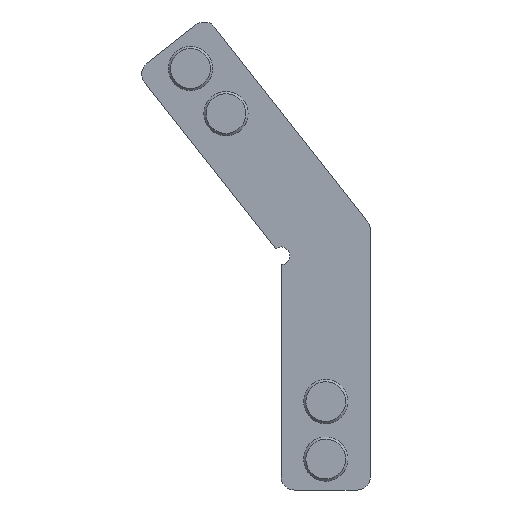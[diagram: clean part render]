
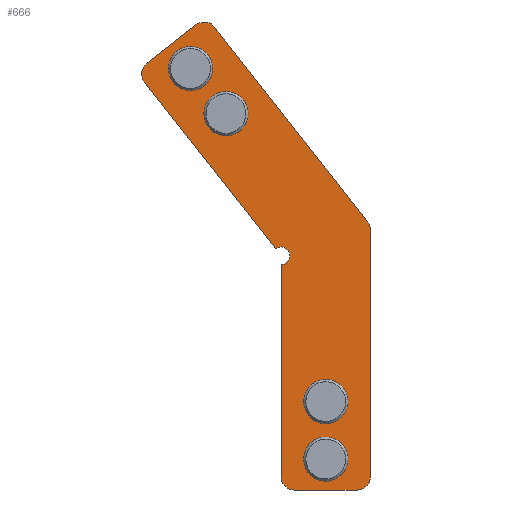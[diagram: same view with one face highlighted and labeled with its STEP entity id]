
A CAD part, front view. The second image highlights one B-rep face of the part: STEP entity #666.
In plain terms, the highlighted planar face has unit normal (0, -1, 0).
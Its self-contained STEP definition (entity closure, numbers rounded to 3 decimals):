
#112=CARTESIAN_POINT('',(-34.629,0.0,64.702));
#113=VERTEX_POINT('',#112);
#114=CARTESIAN_POINT('',(-30.629,0.0,64.702));
#115=DIRECTION('',(0.0,1.0,0.0));
#116=DIRECTION('',(1.0,0.0,0.0));
#117=AXIS2_PLACEMENT_3D('',#114,#115,#116);
#118=CIRCLE('',#117,4.0);
#119=EDGE_CURVE('',#113,#113,#118,.T.);
#140=CARTESIAN_POINT('',(-4.,0.0,-23.684));
#141=VERTEX_POINT('',#140);
#142=CARTESIAN_POINT('',(0.,0.0,-23.684));
#143=DIRECTION('',(0.0,1.0,0.0));
#144=DIRECTION('',(1.0,0.0,0.0));
#145=AXIS2_PLACEMENT_3D('',#142,#143,#144);
#146=CIRCLE('',#145,4.0);
#147=EDGE_CURVE('',#141,#141,#146,.T.);
#168=CARTESIAN_POINT('',(-4.,0.0,-10.684));
#169=VERTEX_POINT('',#168);
#170=CARTESIAN_POINT('',(0.,0.0,-10.684));
#171=DIRECTION('',(0.0,1.0,0.0));
#172=DIRECTION('',(1.0,0.0,0.0));
#173=AXIS2_PLACEMENT_3D('',#170,#171,#172);
#174=CIRCLE('',#173,4.0);
#175=EDGE_CURVE('',#169,#169,#174,.T.);
#196=CARTESIAN_POINT('',(-26.585,0.0,54.49));
#197=VERTEX_POINT('',#196);
#198=CARTESIAN_POINT('',(-22.585,0.0,54.49));
#199=DIRECTION('',(0.0,1.0,0.0));
#200=DIRECTION('',(1.0,0.0,0.0));
#201=AXIS2_PLACEMENT_3D('',#198,#199,#200);
#202=CIRCLE('',#201,4.0);
#203=EDGE_CURVE('',#197,#197,#202,.T.);
#224=CARTESIAN_POINT('',(-10.1,0.0,20.316));
#225=VERTEX_POINT('',#224);
#234=CARTESIAN_POINT('',(-11.338,0.0,23.888));
#235=VERTEX_POINT('',#234);
#236=CARTESIAN_POINT('',(-10.1,0.0,22.316));
#237=DIRECTION('',(0.0,1.0,0.0));
#238=DIRECTION('',(-1.0,0.0,0.0));
#239=AXIS2_PLACEMENT_3D('',#236,#237,#238);
#240=CIRCLE('',#239,2.0);
#241=EDGE_CURVE('',#235,#225,#240,.T.);
#275=CARTESIAN_POINT('',(-10.1,0.0,-27.684));
#276=VERTEX_POINT('',#275);
#283=CARTESIAN_POINT('',(-10.1,0.0,20.316));
#284=DIRECTION('',(0.0,0.0,-1.0));
#285=VECTOR('',#284,48.);
#286=LINE('',#283,#285);
#287=EDGE_CURVE('',#225,#276,#286,.T.);
#403=CARTESIAN_POINT('',(9.457,0.0,30.133));
#404=VERTEX_POINT('',#403);
#411=CARTESIAN_POINT('',(10.1,0.0,28.277));
#412=VERTEX_POINT('',#411);
#413=CARTESIAN_POINT('',(7.1,0.0,28.277));
#414=DIRECTION('',(0.0,1.0,0.0));
#415=DIRECTION('',(0.945,0.0,0.327));
#416=AXIS2_PLACEMENT_3D('',#413,#414,#415);
#417=CIRCLE('',#416,3.0);
#418=EDGE_CURVE('',#404,#412,#417,.T.);
#436=CARTESIAN_POINT('',(-25.17,0.0,74.094));
#437=VERTEX_POINT('',#436);
#444=CARTESIAN_POINT('',(9.457,0.0,30.133));
#445=DIRECTION('',(-0.619,0.0,0.786));
#446=VECTOR('',#445,55.96);
#447=LINE('',#444,#446);
#448=EDGE_CURVE('',#404,#437,#447,.T.);
#459=CARTESIAN_POINT('',(-41.038,0.0,61.595));
#460=VERTEX_POINT('',#459);
#467=CARTESIAN_POINT('',(-40.538,0.0,65.808));
#468=VERTEX_POINT('',#467);
#469=CARTESIAN_POINT('',(-38.681,0.0,63.452));
#470=DIRECTION('',(0.0,1.0,0.0));
#471=DIRECTION('',(-0.993,0.0,0.118));
#472=AXIS2_PLACEMENT_3D('',#469,#470,#471);
#473=CIRCLE('',#472,3.0);
#474=EDGE_CURVE('',#460,#468,#473,.T.);
#491=CARTESIAN_POINT('',(-29.383,0.0,74.595));
#492=VERTEX_POINT('',#491);
#493=CARTESIAN_POINT('',(-29.383,0.0,74.595));
#494=DIRECTION('',(-0.786,0.0,-0.619));
#495=VECTOR('',#494,14.2);
#496=LINE('',#493,#495);
#497=EDGE_CURVE('',#492,#468,#496,.T.);
#516=CARTESIAN_POINT('',(-27.526,0.0,72.238));
#517=DIRECTION('',(0.0,1.0,0.0));
#518=DIRECTION('',(0.118,0.0,0.993));
#519=AXIS2_PLACEMENT_3D('',#516,#517,#518);
#520=CIRCLE('',#519,3.0);
#521=EDGE_CURVE('',#492,#437,#520,.T.);
#533=CARTESIAN_POINT('',(-7.1,0.0,-30.684));
#534=VERTEX_POINT('',#533);
#541=CARTESIAN_POINT('',(-7.1,0.0,-27.684));
#542=DIRECTION('',(0.0,1.0,0.0));
#543=DIRECTION('',(-0.707,0.0,-0.707));
#544=AXIS2_PLACEMENT_3D('',#541,#542,#543);
#545=CIRCLE('',#544,3.0);
#546=EDGE_CURVE('',#534,#276,#545,.T.);
#559=CARTESIAN_POINT('',(7.1,0.0,-30.684));
#560=VERTEX_POINT('',#559);
#567=CARTESIAN_POINT('',(-7.1,0.0,-30.684));
#568=DIRECTION('',(1.0,0.0,0.0));
#569=VECTOR('',#568,14.2);
#570=LINE('',#567,#569);
#571=EDGE_CURVE('',#534,#560,#570,.T.);
#582=CARTESIAN_POINT('',(10.1,0.0,-27.684));
#583=VERTEX_POINT('',#582);
#590=CARTESIAN_POINT('',(7.1,0.0,-27.684));
#591=DIRECTION('',(0.0,1.0,0.0));
#592=DIRECTION('',(0.707,0.0,-0.707));
#593=AXIS2_PLACEMENT_3D('',#590,#591,#592);
#594=CIRCLE('',#593,3.0);
#595=EDGE_CURVE('',#583,#560,#594,.T.);
#607=CARTESIAN_POINT('',(10.1,0.0,-27.684));
#608=DIRECTION('',(0.0,0.0,1.0));
#609=VECTOR('',#608,55.96);
#610=LINE('',#607,#609);
#611=EDGE_CURVE('',#583,#412,#610,.T.);
#624=CARTESIAN_POINT('',(-41.038,0.0,61.595));
#625=DIRECTION('',(0.619,0.0,-0.786));
#626=VECTOR('',#625,48.);
#627=LINE('',#624,#626);
#628=EDGE_CURVE('',#460,#235,#627,.T.);
#635=CARTESIAN_POINT('',(-9.563,0.0,22.502));
#636=DIRECTION('',(0.0,1.0,0.0));
#637=DIRECTION('',(0.0,0.0,1.0));
#638=AXIS2_PLACEMENT_3D('',#635,#636,#637);
#639=PLANE('',#638);
#640=ORIENTED_EDGE('',*,*,#241,.T.);
#641=ORIENTED_EDGE('',*,*,#287,.T.);
#642=ORIENTED_EDGE('',*,*,#546,.F.);
#643=ORIENTED_EDGE('',*,*,#571,.T.);
#644=ORIENTED_EDGE('',*,*,#595,.F.);
#645=ORIENTED_EDGE('',*,*,#611,.T.);
#646=ORIENTED_EDGE('',*,*,#418,.F.);
#647=ORIENTED_EDGE('',*,*,#448,.T.);
#648=ORIENTED_EDGE('',*,*,#521,.F.);
#649=ORIENTED_EDGE('',*,*,#497,.T.);
#650=ORIENTED_EDGE('',*,*,#474,.F.);
#651=ORIENTED_EDGE('',*,*,#628,.T.);
#652=EDGE_LOOP('',(#640,#641,#642,#643,#644,#645,#646,#647,#648,#649,#650,#651));
#653=FACE_OUTER_BOUND('',#652,.T.);
#654=ORIENTED_EDGE('',*,*,#119,.T.);
#655=EDGE_LOOP('',(#654));
#656=FACE_BOUND('',#655,.T.);
#657=ORIENTED_EDGE('',*,*,#147,.T.);
#658=EDGE_LOOP('',(#657));
#659=FACE_BOUND('',#658,.T.);
#660=ORIENTED_EDGE('',*,*,#175,.T.);
#661=EDGE_LOOP('',(#660));
#662=FACE_BOUND('',#661,.T.);
#663=ORIENTED_EDGE('',*,*,#203,.T.);
#664=EDGE_LOOP('',(#663));
#665=FACE_BOUND('',#664,.T.);
#666=ADVANCED_FACE('',(#653,#656,#659,#662,#665),#639,.F.);
